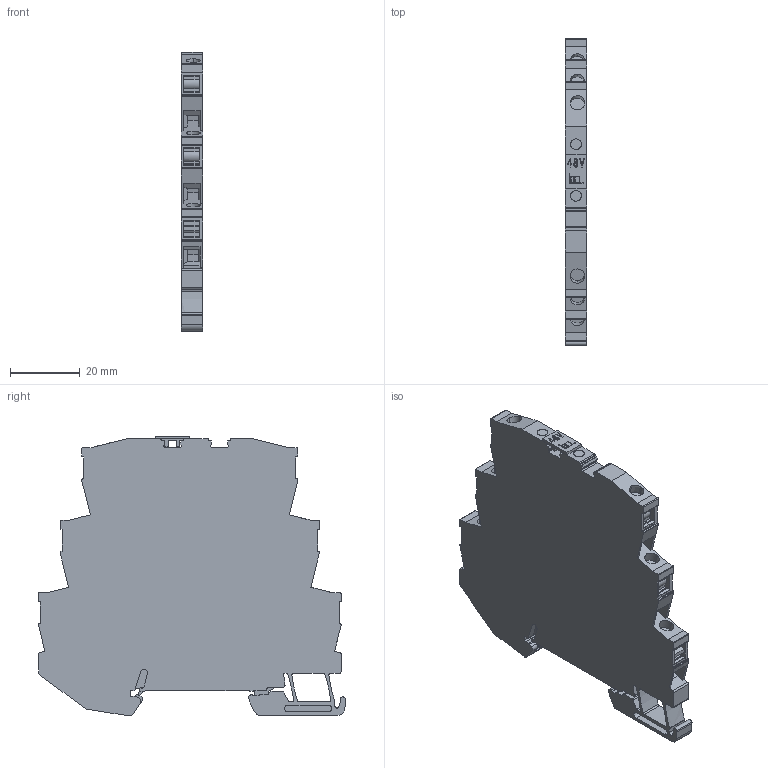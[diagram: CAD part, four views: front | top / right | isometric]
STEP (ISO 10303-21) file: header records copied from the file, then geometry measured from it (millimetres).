
FILE_DESCRIPTION(('CATIA V5R24 STEP','CAx-IF Rec.Pracs.--- Model Styling and Organization---1.2---2011-12-15'),'2;1');
FILE_NAME ('9339624_3_1064440000_S3D_VSSC6SLFGLD48VAC-DC_0-5.stp','2017-10-09T11:22:35+00:00',('none'),('Weidmueller'),'CATIA Version 5-6 Release 2014 SP4','CATIA V5 STEP AP214','none');
FILE_SCHEMA(('AUTOMOTIVE_DESIGN { 1 0 10303 214 1 1 1 1 }'));
Length unit declared in the file: millimetre
Products named in the file (1): 1064440000
Bounding box: 6.1 x 88.11 x 80.34 mm (x, y, z)
Volume: 25409 mm3; surface area: 21124.5 mm2
Topology: 10 solids, 10 shells, 810 faces, 2431 edges, 1670 vertices
Faces by surface type: plane 557, cylinder 219, extrusion 34
Entity records: 28427 total; most frequent: CARTESIAN_POINT 6248, ORIENTED_EDGE 4862, DIRECTION 3647, EDGE_CURVE 2431, VECTOR 1896, LINE 1862, VERTEX_POINT 1670, AXIS2_PLACEMENT_3D 1096
